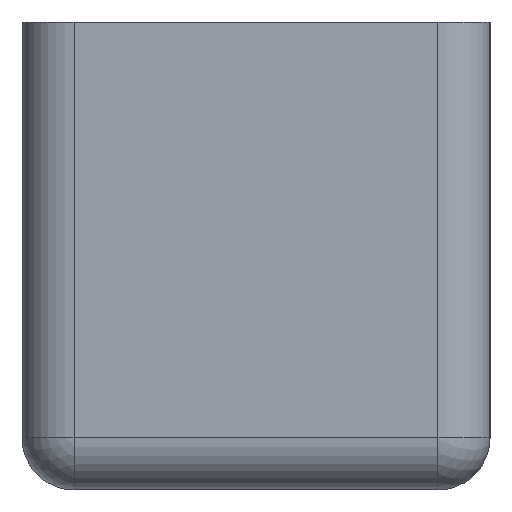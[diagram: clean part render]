
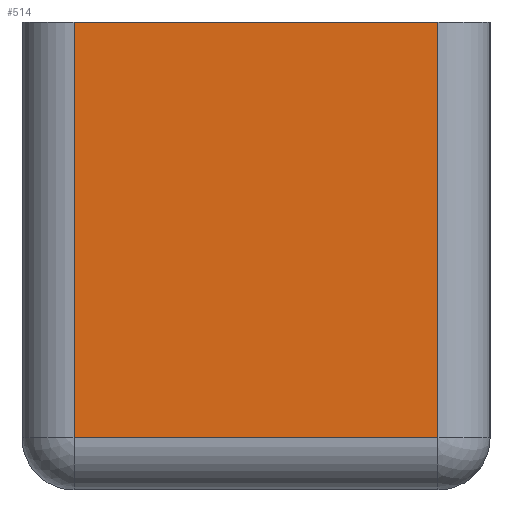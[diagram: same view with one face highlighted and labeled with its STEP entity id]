
A CAD part, left-side view. The second image highlights one B-rep face of the part: STEP entity #514.
In plain terms, the highlighted planar face has unit normal (-1, 0, 0).
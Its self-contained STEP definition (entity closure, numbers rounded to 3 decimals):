
#20=PLANE('',#591);
#59=FACE_OUTER_BOUND('',#94,.T.);
#94=EDGE_LOOP('',(#418,#419,#420,#421));
#127=LINE('',#871,#167);
#133=LINE('',#894,#173);
#134=LINE('',#898,#174);
#135=LINE('',#899,#175);
#167=VECTOR('',#705,10.);
#173=VECTOR('',#737,10.);
#174=VECTOR('',#742,10.);
#175=VECTOR('',#743,10.);
#245=VERTEX_POINT('',#868);
#246=VERTEX_POINT('',#870);
#250=VERTEX_POINT('',#893);
#251=VERTEX_POINT('',#897);
#300=EDGE_CURVE('',#245,#246,#127,.T.);
#312=EDGE_CURVE('',#246,#250,#133,.T.);
#314=EDGE_CURVE('',#251,#245,#134,.T.);
#315=EDGE_CURVE('',#251,#250,#135,.T.);
#418=ORIENTED_EDGE('',*,*,#300,.F.);
#419=ORIENTED_EDGE('',*,*,#314,.F.);
#420=ORIENTED_EDGE('',*,*,#315,.T.);
#421=ORIENTED_EDGE('',*,*,#312,.F.);
#514=ADVANCED_FACE('',(#59),#20,.T.);
#591=AXIS2_PLACEMENT_3D('',#896,#740,#741);
#705=DIRECTION('',(0.,1.,0.));
#737=DIRECTION('',(0.,0.,1.));
#740=DIRECTION('center_axis',(-1.,0.,0.));
#741=DIRECTION('ref_axis',(0.,0.,1.));
#742=DIRECTION('',(0.,0.,-1.));
#743=DIRECTION('',(0.,1.,0.));
#868=CARTESIAN_POINT('',(-11.25,0.5,-4.));
#870=CARTESIAN_POINT('',(-11.25,4.,-4.));
#871=CARTESIAN_POINT('',(-11.25,0.,-4.));
#893=CARTESIAN_POINT('',(-11.25,4.,0.));
#894=CARTESIAN_POINT('',(-11.25,4.,-3.375));
#896=CARTESIAN_POINT('Origin',(-11.25,0.,-4.5));
#897=CARTESIAN_POINT('',(-11.25,0.5,0.));
#898=CARTESIAN_POINT('',(-11.25,0.5,-3.375));
#899=CARTESIAN_POINT('',(-11.25,0.,0.));
